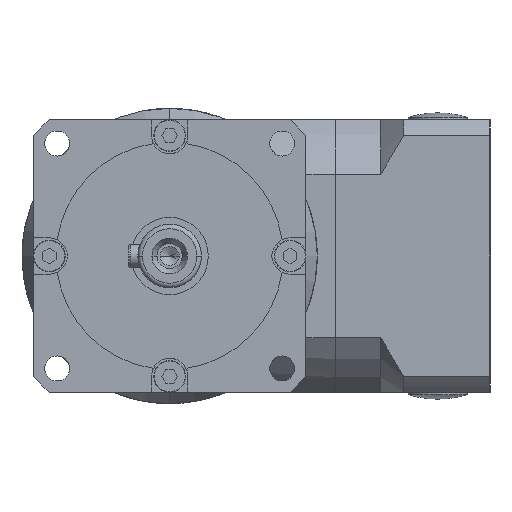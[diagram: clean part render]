
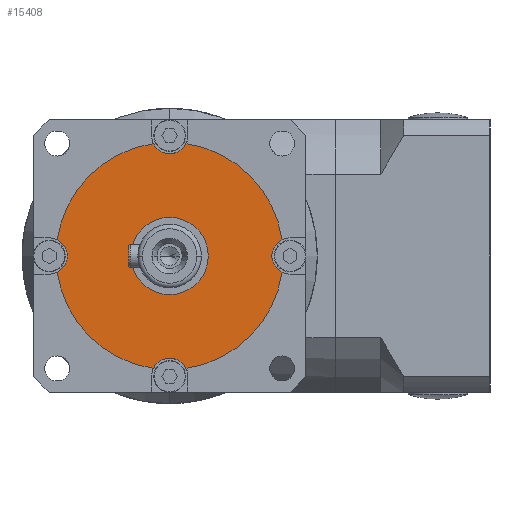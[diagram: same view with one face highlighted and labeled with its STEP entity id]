
A CAD part, left-side view. The second image highlights one B-rep face of the part: STEP entity #15408.
In plain terms, the highlighted planar face has unit normal (-1, 0, 0).
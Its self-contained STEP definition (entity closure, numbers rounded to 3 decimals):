
#470 = VERTEX_POINT ( 'NONE', #6457 ) ;
#739 = DIRECTION ( 'NONE',  ( -1., 0., 0. ) ) ;
#879 = VERTEX_POINT ( 'NONE', #8365 ) ;
#1465 = CARTESIAN_POINT ( 'NONE',  ( -62.5, 24.741, 3.592 ) ) ;
#1547 = VERTEX_POINT ( 'NONE', #12362 ) ;
#1663 = DIRECTION ( 'NONE',  ( -1., 0., 0. ) ) ;
#2020 = AXIS2_PLACEMENT_3D ( 'NONE', #16322, #16224, #16617 ) ;
#2567 = CIRCLE ( 'NONE', #5150, 25. ) ;
#2617 = AXIS2_PLACEMENT_3D ( 'NONE', #19560, #5636, #15079 ) ;
#2823 = ORIENTED_EDGE ( 'NONE', *, *, #4740, .F. ) ;
#3488 = DIRECTION ( 'NONE',  ( 0., -1., 0. ) ) ;
#3520 = AXIS2_PLACEMENT_3D ( 'NONE', #15564, #1663, #18719 ) ;
#3927 = VERTEX_POINT ( 'NONE', #6456 ) ;
#4168 = CARTESIAN_POINT ( 'NONE',  ( -62.5, -24.741, 3.592 ) ) ;
#4737 = DIRECTION ( 'NONE',  ( -1., 0., 0. ) ) ;
#4740 = EDGE_CURVE ( 'NONE', #11441, #17731, #17673, .T. ) ;
#4799 = CARTESIAN_POINT ( 'NONE',  ( -62.5, -26.5, 0. ) ) ;
#4875 = EDGE_CURVE ( 'NONE', #1547, #470, #8254, .T. ) ;
#5150 = AXIS2_PLACEMENT_3D ( 'NONE', #9296, #4737, #9394 ) ;
#5211 = DIRECTION ( 'NONE',  ( -1., 0., 0. ) ) ;
#5319 = CARTESIAN_POINT ( 'NONE',  ( -62.5, 3.592, 24.741 ) ) ;
#5563 = CIRCLE ( 'NONE', #2020, 4. ) ;
#5636 = DIRECTION ( 'NONE',  ( -1., 0., 0. ) ) ;
#5920 = DIRECTION ( 'NONE',  ( 0., 0., 1. ) ) ;
#6299 = AXIS2_PLACEMENT_3D ( 'NONE', #4799, #19016, #15959 ) ;
#6456 = CARTESIAN_POINT ( 'NONE',  ( -62.5, -3.592, -24.741 ) ) ;
#6457 = CARTESIAN_POINT ( 'NONE',  ( -62.5, 22.5, 0. ) ) ;
#6510 = DIRECTION ( 'NONE',  ( 0., -1., 0. ) ) ;
#7202 = CARTESIAN_POINT ( 'NONE',  ( -62.5, 26.5, 0. ) ) ;
#7272 = AXIS2_PLACEMENT_3D ( 'NONE', #7202, #739, #14633 ) ;
#7295 = EDGE_CURVE ( 'NONE', #11441, #879, #9519, .T. ) ;
#7450 = FACE_OUTER_BOUND ( 'NONE', #19435, .T. ) ;
#8037 = DIRECTION ( 'NONE',  ( -1., 0., 0. ) ) ;
#8254 = CIRCLE ( 'NONE', #7272, 4. ) ;
#8359 = CARTESIAN_POINT ( 'NONE',  ( -62.5, 0., 0. ) ) ;
#8365 = CARTESIAN_POINT ( 'NONE',  ( -62.5, -3.592, 24.741 ) ) ;
#8821 = ORIENTED_EDGE ( 'NONE', *, *, #7295, .T. ) ;
#8970 = PLANE ( 'NONE',  #17526 ) ;
#9219 = EDGE_CURVE ( 'NONE', #3927, #17085, #5563, .T. ) ;
#9296 = CARTESIAN_POINT ( 'NONE',  ( -62.5, 0., 0. ) ) ;
#9394 = DIRECTION ( 'NONE',  ( 0., -1., 0. ) ) ;
#9519 = CIRCLE ( 'NONE', #17317, 25. ) ;
#10865 = EDGE_CURVE ( 'NONE', #1547, #17085, #17426, .T. ) ;
#11214 = CARTESIAN_POINT ( 'NONE',  ( -62.5, 0., 0. ) ) ;
#11227 = ORIENTED_EDGE ( 'NONE', *, *, #10865, .T. ) ;
#11441 = VERTEX_POINT ( 'NONE', #4168 ) ;
#11668 = CIRCLE ( 'NONE', #18471, 25. ) ;
#11896 = AXIS2_PLACEMENT_3D ( 'NONE', #8359, #5211, #14655 ) ;
#12220 = DIRECTION ( 'NONE',  ( -1., 0., 0. ) ) ;
#12312 = ORIENTED_EDGE ( 'NONE', *, *, #12804, .T. ) ;
#12362 = CARTESIAN_POINT ( 'NONE',  ( -62.5, 24.741, -3.592 ) ) ;
#12804 = EDGE_CURVE ( 'NONE', #3927, #17731, #2567, .T. ) ;
#13099 = VERTEX_POINT ( 'NONE', #1465 ) ;
#14521 = EDGE_CURVE ( 'NONE', #16194, #13099, #11668, .T. ) ;
#14633 = DIRECTION ( 'NONE',  ( 0., -1., 0. ) ) ;
#14655 = DIRECTION ( 'NONE',  ( 0., -1., 0. ) ) ;
#14708 = ORIENTED_EDGE ( 'NONE', *, *, #9219, .F. ) ;
#14858 = CIRCLE ( 'NONE', #3520, 4. ) ;
#15079 = DIRECTION ( 'NONE',  ( 0., -1., 0. ) ) ;
#15108 = CARTESIAN_POINT ( 'NONE',  ( -62.5, 3.592, -24.741 ) ) ;
#15242 = CARTESIAN_POINT ( 'NONE',  ( -62.5, -24.741, -3.592 ) ) ;
#15275 = CARTESIAN_POINT ( 'NONE',  ( -62.5, 0., 0. ) ) ;
#15408 = ADVANCED_FACE ( 'NONE', ( #7450 ), #8970, .T. ) ;
#15564 = CARTESIAN_POINT ( 'NONE',  ( -62.5, 0., 26.5 ) ) ;
#15757 = CARTESIAN_POINT ( 'NONE',  ( -62.5, 0., 0. ) ) ;
#15958 = EDGE_CURVE ( 'NONE', #470, #13099, #18501, .T. ) ;
#15959 = DIRECTION ( 'NONE',  ( 0., -1., 0. ) ) ;
#16005 = ORIENTED_EDGE ( 'NONE', *, *, #16599, .F. ) ;
#16184 = ORIENTED_EDGE ( 'NONE', *, *, #14521, .T. ) ;
#16194 = VERTEX_POINT ( 'NONE', #5319 ) ;
#16224 = DIRECTION ( 'NONE',  ( -1., 0., 0. ) ) ;
#16322 = CARTESIAN_POINT ( 'NONE',  ( -62.5, 0., -26.5 ) ) ;
#16599 = EDGE_CURVE ( 'NONE', #16194, #879, #14858, .T. ) ;
#16617 = DIRECTION ( 'NONE',  ( 0., -1., 0. ) ) ;
#17085 = VERTEX_POINT ( 'NONE', #15108 ) ;
#17317 = AXIS2_PLACEMENT_3D ( 'NONE', #15757, #8037, #6510 ) ;
#17402 = DIRECTION ( 'NONE',  ( -1., 0., 0. ) ) ;
#17426 = CIRCLE ( 'NONE', #11896, 25. ) ;
#17526 = AXIS2_PLACEMENT_3D ( 'NONE', #15275, #12220, #5920 ) ;
#17673 = CIRCLE ( 'NONE', #6299, 4. ) ;
#17731 = VERTEX_POINT ( 'NONE', #15242 ) ;
#17785 = ORIENTED_EDGE ( 'NONE', *, *, #15958, .F. ) ;
#18471 = AXIS2_PLACEMENT_3D ( 'NONE', #11214, #17402, #3488 ) ;
#18501 = CIRCLE ( 'NONE', #2617, 4. ) ;
#18719 = DIRECTION ( 'NONE',  ( 0., -1., 0. ) ) ;
#19016 = DIRECTION ( 'NONE',  ( -1., 0., 0. ) ) ;
#19097 = ORIENTED_EDGE ( 'NONE', *, *, #4875, .F. ) ;
#19435 = EDGE_LOOP ( 'NONE', ( #19097, #11227, #14708, #12312, #2823, #8821, #16005, #16184, #17785 ) ) ;
#19560 = CARTESIAN_POINT ( 'NONE',  ( -62.5, 26.5, 0. ) ) ;
